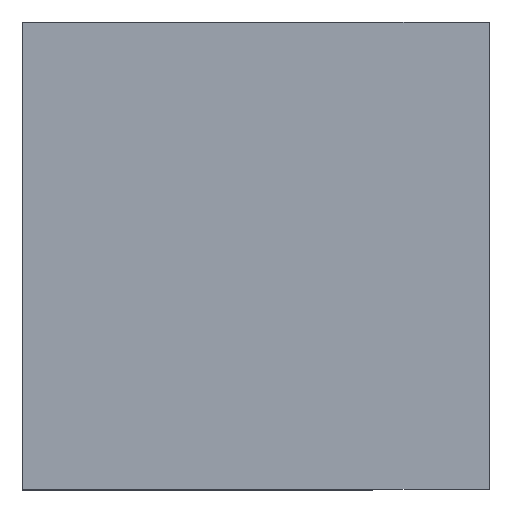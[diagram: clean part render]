
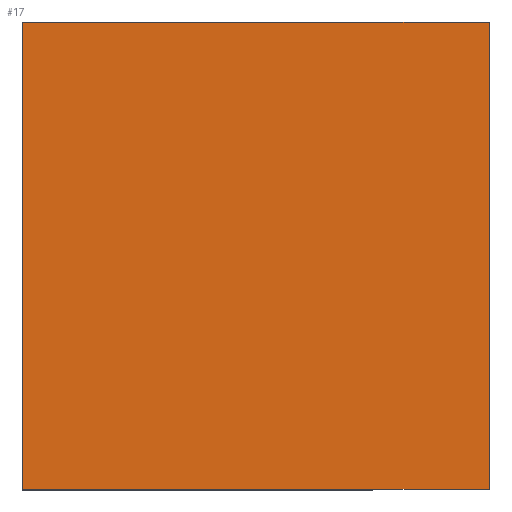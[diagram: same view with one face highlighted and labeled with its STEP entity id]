
A CAD part, top view. The second image highlights one B-rep face of the part: STEP entity #17.
In plain terms, the highlighted planar face has unit normal (0, 0, 1).
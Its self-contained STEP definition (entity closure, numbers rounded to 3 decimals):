
#2 = VERTEX_POINT ( 'NONE', #317 ) ;
#9 = VERTEX_POINT ( 'NONE', #455 ) ;
#17 = ADVANCED_FACE ( 'NONE', ( #1810 ), #1379, .F. ) ;
#34 = VECTOR ( 'NONE', #803, 1000. ) ;
#70 = DIRECTION ( 'NONE',  ( 0., -1., 0. ) ) ;
#119 = VECTOR ( 'NONE', #996, 1000. ) ;
#127 = DIRECTION ( 'NONE',  ( 0., 0., -1. ) ) ;
#168 = VERTEX_POINT ( 'NONE', #306 ) ;
#209 = LINE ( 'NONE', #764, #1434 ) ;
#237 = EDGE_CURVE ( 'NONE', #816, #168, #844, .T. ) ;
#287 = VERTEX_POINT ( 'NONE', #357 ) ;
#306 = CARTESIAN_POINT ( 'NONE',  ( 0., 0., 0. ) ) ;
#317 = CARTESIAN_POINT ( 'NONE',  ( 40., 0., 0. ) ) ;
#328 = ORIENTED_EDGE ( 'NONE', *, *, #525, .F. ) ;
#330 = CARTESIAN_POINT ( 'NONE',  ( 30., 40., 0. ) ) ;
#357 = CARTESIAN_POINT ( 'NONE',  ( 30., 0., 0. ) ) ;
#373 = VERTEX_POINT ( 'NONE', #330 ) ;
#392 = EDGE_CURVE ( 'NONE', #373, #9, #1697, .T. ) ;
#436 = CARTESIAN_POINT ( 'NONE',  ( 0., 40., 0. ) ) ;
#455 = CARTESIAN_POINT ( 'NONE',  ( 40., 40., 0. ) ) ;
#513 = EDGE_CURVE ( 'NONE', #816, #373, #663, .T. ) ;
#525 = EDGE_CURVE ( 'NONE', #9, #2, #209, .T. ) ;
#542 = CARTESIAN_POINT ( 'NONE',  ( 0., 40., 0. ) ) ;
#607 = DIRECTION ( 'NONE',  ( 0., -1., 0. ) ) ;
#642 = VECTOR ( 'NONE', #1791, 1000. ) ;
#663 = LINE ( 'NONE', #1225, #642 ) ;
#671 = EDGE_LOOP ( 'NONE', ( #1251, #1014, #328, #836, #1444, #1476 ) ) ;
#685 = CARTESIAN_POINT ( 'NONE',  ( 0., 0., 0. ) ) ;
#764 = CARTESIAN_POINT ( 'NONE',  ( 40., 40., 0. ) ) ;
#791 = EDGE_CURVE ( 'NONE', #287, #2, #944, .T. ) ;
#803 = DIRECTION ( 'NONE',  ( 1., 0., 0. ) ) ;
#816 = VERTEX_POINT ( 'NONE', #542 ) ;
#836 = ORIENTED_EDGE ( 'NONE', *, *, #392, .F. ) ;
#844 = LINE ( 'NONE', #1404, #1790 ) ;
#861 = LINE ( 'NONE', #1554, #1556 ) ;
#874 = CARTESIAN_POINT ( 'NONE',  ( 0., 40., 0. ) ) ;
#944 = LINE ( 'NONE', #685, #34 ) ;
#961 = EDGE_CURVE ( 'NONE', #168, #287, #861, .T. ) ;
#996 = DIRECTION ( 'NONE',  ( 1., 0., 0. ) ) ;
#1002 = DIRECTION ( 'NONE',  ( 1., 0., 0. ) ) ;
#1014 = ORIENTED_EDGE ( 'NONE', *, *, #791, .T. ) ;
#1225 = CARTESIAN_POINT ( 'NONE',  ( 0., 40., 0. ) ) ;
#1251 = ORIENTED_EDGE ( 'NONE', *, *, #961, .T. ) ;
#1379 = PLANE ( 'NONE',  #1708 ) ;
#1404 = CARTESIAN_POINT ( 'NONE',  ( 0., 40., 0. ) ) ;
#1434 = VECTOR ( 'NONE', #70, 1000. ) ;
#1435 = DIRECTION ( 'NONE',  ( -1., 0., 0. ) ) ;
#1444 = ORIENTED_EDGE ( 'NONE', *, *, #513, .F. ) ;
#1476 = ORIENTED_EDGE ( 'NONE', *, *, #237, .T. ) ;
#1554 = CARTESIAN_POINT ( 'NONE',  ( 0., 0., 0. ) ) ;
#1556 = VECTOR ( 'NONE', #1002, 1000. ) ;
#1697 = LINE ( 'NONE', #436, #119 ) ;
#1708 = AXIS2_PLACEMENT_3D ( 'NONE', #874, #127, #1435 ) ;
#1790 = VECTOR ( 'NONE', #607, 1000. ) ;
#1791 = DIRECTION ( 'NONE',  ( 1., 0., 0. ) ) ;
#1810 = FACE_OUTER_BOUND ( 'NONE', #671, .T. ) ;
